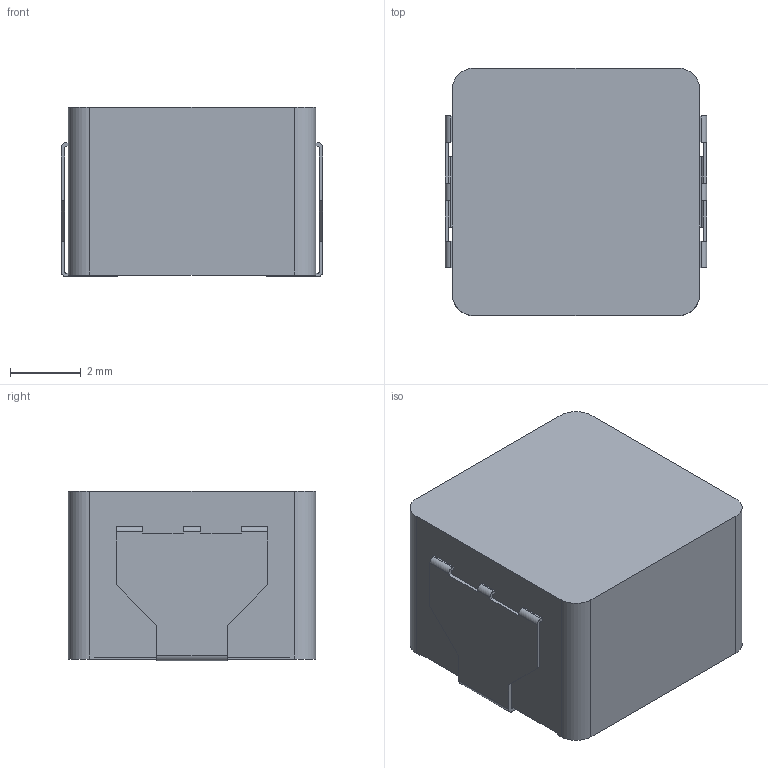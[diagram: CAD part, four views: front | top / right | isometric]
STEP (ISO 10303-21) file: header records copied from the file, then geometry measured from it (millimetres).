
FILE_DESCRIPTION(/* description */ (''),/* implementation_level */ '2;1');
FILE_NAME(/* name */ 'Panasonic ETQP4M KFM.step',/* time_stamp */ '2026-02-24T16:41:44Z',/* author */ (''),/* organization */ (''),/* preprocessor_version */ 'ST-DEVELOPER v20.1',/* originating_system */ 'Autodesk Translation Framework v14.24.0.0',/* authorisation */ '');
FILE_SCHEMA (('AUTOMOTIVE_DESIGN { 1 0 10303 214 3 1 1 }'));
Length unit declared in the file: millimetre
Products named in the file (1): Panasonic ETQP4M KFM
Bounding box: 7.4 x 7 x 4.8 mm (x, y, z)
Volume: 233.2 mm3; surface area: 278.8 mm2
Topology: 1 solids, 1 shells, 80 faces, 248 edges, 164 vertices
Faces by surface type: plane 60, cylinder 20
Entity records: 2829 total; most frequent: ORIENTED_EDGE 496, CARTESIAN_POINT 493, DIRECTION 450, EDGE_CURVE 248, LINE 208, VECTOR 208, VERTEX_POINT 164, AXIS2_PLACEMENT_3D 121
